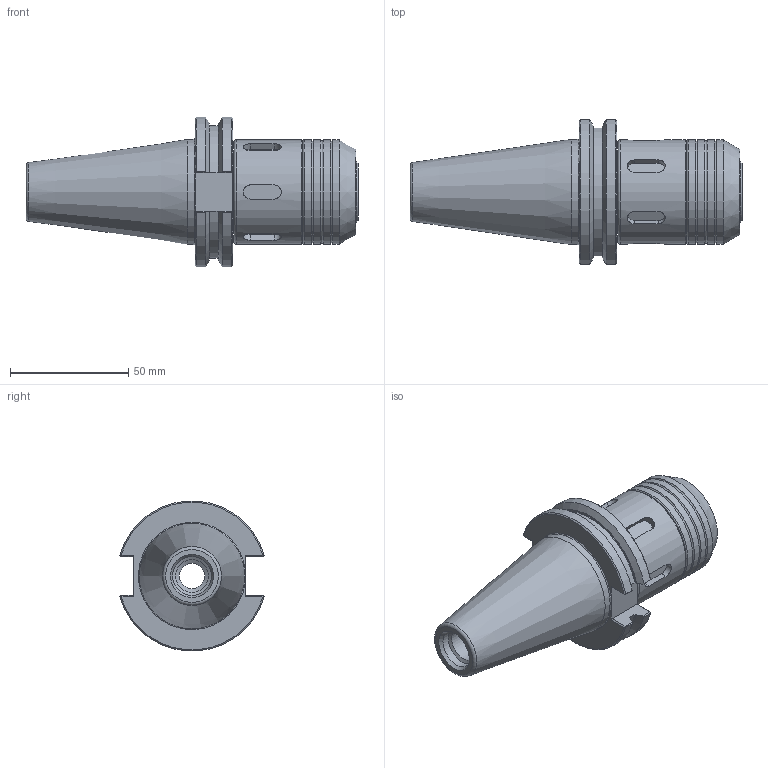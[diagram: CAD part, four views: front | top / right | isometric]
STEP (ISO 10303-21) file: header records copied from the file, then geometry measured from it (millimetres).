
FILE_DESCRIPTION(/* description */ (''),/* implementation_level */ '2;1');
FILE_NAME(/* name */ 'CAT40-BC075-0283.stp',/* time_stamp */ '2019-01-28T11:17:52-06:00',/* author */ ('Lee'),/* organization */ ('Pioneer N.A.'),/* preprocessor_version */ 'ST-DEVELOPER v17',/* originating_system */ 'Autodesk Inventor LT',/* authorisation */ '');
FILE_SCHEMA (('AUTOMOTIVE_DESIGN { 1 0 10303 214 3 1 1 }'));
Length unit declared in the file: millimetre
Products named in the file (1): CAT40-BC075-0283
Bounding box: 140.24 x 61.09 x 63.26 mm (x, y, z)
Volume: 158519.6 mm3; surface area: 46453.4 mm2
Topology: 4 solids, 4 shells, 178 faces, 531 edges, 377 vertices
Faces by surface type: plane 76, cylinder 47, cone 28, torus 27
Full cylindrical faces by diameter (mm): 3.242 x1, 4 x1, 10 x1, 10.6 x1, 13.894 x1, 16.472 x1, 19.054 x1, 19.812 x1, 32.531 x1, 33.903 x1, 34.322 x1, 35 x2, 35.2 x2, 38.8 x1, 42 x1, 44 x5, 44.386 x1
Entity records: 6580 total; most frequent: CARTESIAN_POINT 1597, DIRECTION 1073, ORIENTED_EDGE 1062, EDGE_CURVE 531, AXIS2_PLACEMENT_3D 444, VERTEX_POINT 377, CIRCLE 265, EDGE_LOOP 202
